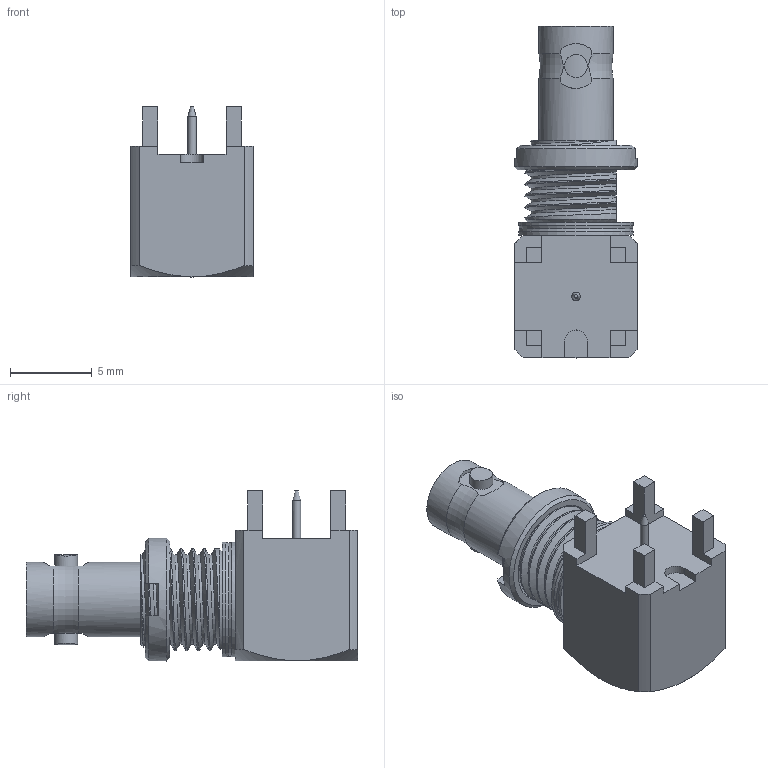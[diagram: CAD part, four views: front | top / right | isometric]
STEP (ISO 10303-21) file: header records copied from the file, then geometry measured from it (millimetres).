
FILE_DESCRIPTION (( 'STEP AP203' ), '1' );
FILE_NAME ('FMCN0014_3D.step', '2021-12-14T18:57:37', ( '' ), ( '' ), 'SwSTEP 2.0', 'SolidWorks 2021', '' );
FILE_SCHEMA (( 'CONFIG_CONTROL_DESIGN' ));
Length unit declared in the file: inch
Products named in the file (5): _HDBNC-NUT-001-N^HDBNC-J-P-GN-RA-BH1(2)_FMCN0014; FMCN0014_3D; _HDBNC-J-P-XX-RA-BH1_BODY^HDBNC-J-P-GN-RA-BH1(2)_FMCN0014; HDBNC-J-P-GN-RA-BH1(2)^FMCN0014; _HDBNC-BH-J-P-XX-RA-BH1_PIN^HDBNC-J-P-GN-RA-BH1(2)_FMCN0014
Assembly tree (4 placements, depth 3):
  FMCN0014_3D
    HDBNC-J-P-GN-RA-BH1(2)^FMCN0014
      _HDBNC-J-P-XX-RA-BH1_BODY^HDBNC-J-P-GN-RA-BH1(2)_FMCN0014
      _HDBNC-BH-J-P-XX-RA-BH1_PIN^HDBNC-J-P-GN-RA-BH1(2)_FMCN0014
      _HDBNC-NUT-001-N^HDBNC-J-P-GN-RA-BH1(2)_FMCN0014
Bounding box: 7.52 x 20.3 x 10.41 mm (x, y, z)
Volume: 699.3 mm3; surface area: 892 mm2
Topology: 3 solids, 3 shells, 133 faces, 341 edges, 223 vertices
Faces by surface type: plane 59, cylinder 33, bspline 21, cone 18, torus 2
Full cylindrical faces by diameter (mm): 0.43 x1, 0.5 x2, 0.75 x1, 1.4 x2, 1.7 x2, 3.59 x1, 4.55 x2, 5.588 x1, 7 x2, 7.52 x1
Entity records: 10220 total; most frequent: CARTESIAN_POINT 6851, ORIENTED_EDGE 622, DIRECTION 518, EDGE_CURVE 311, VERTEX_POINT 215, AXIS2_PLACEMENT_3D 191, EDGE_LOOP 166, FACE_OUTER_BOUND 148
